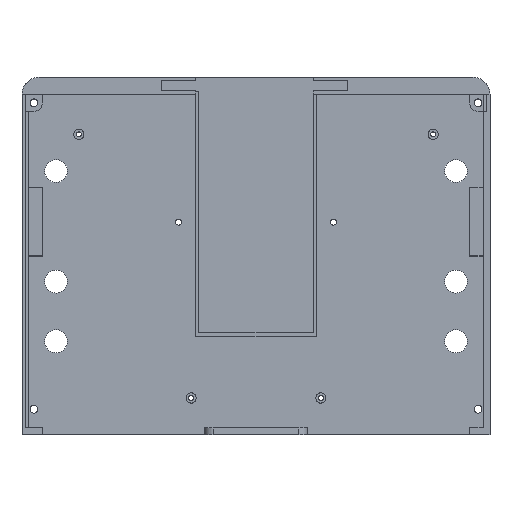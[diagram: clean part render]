
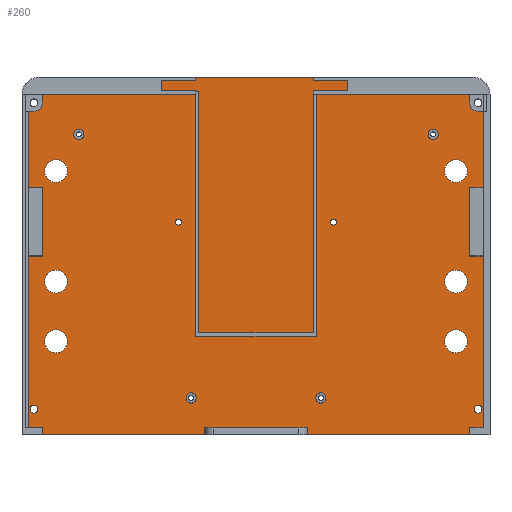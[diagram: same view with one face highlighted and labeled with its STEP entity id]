
A CAD part, top view. The second image highlights one B-rep face of the part: STEP entity #260.
In plain terms, the highlighted planar face has unit normal (0, 0, 1).
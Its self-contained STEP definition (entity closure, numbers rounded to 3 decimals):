
#260=ADVANCED_FACE('',(#897,#898,#899,#900,#901,#902,#903,#904,#905,#906,
#907,#908,#909,#910,#911,#912,#913),#396,.T.);
#396=PLANE('',#2636);
#491=LINE('',#3589,#694);
#493=LINE('',#3593,#696);
#496=LINE('',#3599,#699);
#499=LINE('',#3605,#702);
#502=LINE('',#3643,#705);
#503=LINE('',#3648,#706);
#504=LINE('',#3652,#707);
#505=LINE('',#3654,#708);
#506=LINE('',#3655,#709);
#507=LINE('',#3658,#710);
#508=LINE('',#3660,#711);
#509=LINE('',#3662,#712);
#694=VECTOR('',#2895,1.);
#696=VECTOR('',#2899,1.);
#699=VECTOR('',#2904,1.);
#702=VECTOR('',#2909,1.);
#705=VECTOR('',#2948,1.);
#706=VECTOR('',#2951,1.);
#707=VECTOR('',#2954,1.);
#708=VECTOR('',#2955,1.);
#709=VECTOR('',#2956,1.);
#710=VECTOR('',#2957,1.);
#711=VECTOR('',#2958,1.);
#712=VECTOR('',#2959,1.);
#897=FACE_BOUND('',#1091,.T.);
#898=FACE_BOUND('',#1092,.T.);
#899=FACE_BOUND('',#1093,.T.);
#900=FACE_BOUND('',#1094,.T.);
#901=FACE_BOUND('',#1095,.T.);
#902=FACE_BOUND('',#1096,.T.);
#903=FACE_BOUND('',#1097,.T.);
#904=FACE_BOUND('',#1098,.T.);
#905=FACE_BOUND('',#1099,.T.);
#906=FACE_BOUND('',#1100,.T.);
#907=FACE_BOUND('',#1101,.T.);
#908=FACE_BOUND('',#1102,.T.);
#909=FACE_BOUND('',#1103,.T.);
#910=FACE_BOUND('',#1104,.T.);
#911=FACE_BOUND('',#1105,.T.);
#912=FACE_BOUND('',#1106,.T.);
#913=FACE_BOUND('',#1107,.T.);
#1091=EDGE_LOOP('',(#1395));
#1092=EDGE_LOOP('',(#1396));
#1093=EDGE_LOOP('',(#1397));
#1094=EDGE_LOOP('',(#1398));
#1095=EDGE_LOOP('',(#1399));
#1096=EDGE_LOOP('',(#1400));
#1097=EDGE_LOOP('',(#1401));
#1098=EDGE_LOOP('',(#1402));
#1099=EDGE_LOOP('',(#1403));
#1100=EDGE_LOOP('',(#1404));
#1101=EDGE_LOOP('',(#1405));
#1102=EDGE_LOOP('',(#1406));
#1103=EDGE_LOOP('',(#1407));
#1104=EDGE_LOOP('',(#1408));
#1105=EDGE_LOOP('',(#1409,#1410,#1411,#1412,#1413,#1414));
#1106=EDGE_LOOP('',(#1415,#1416,#1417,#1418,#1419));
#1107=EDGE_LOOP('',(#1420,#1421,#1422,#1423,#1424));
#1395=ORIENTED_EDGE('',*,*,#2215,.T.);
#1396=ORIENTED_EDGE('',*,*,#2216,.T.);
#1397=ORIENTED_EDGE('',*,*,#2217,.T.);
#1398=ORIENTED_EDGE('',*,*,#2218,.T.);
#1399=ORIENTED_EDGE('',*,*,#2219,.T.);
#1400=ORIENTED_EDGE('',*,*,#2220,.T.);
#1401=ORIENTED_EDGE('',*,*,#2221,.T.);
#1402=ORIENTED_EDGE('',*,*,#2222,.F.);
#1403=ORIENTED_EDGE('',*,*,#2223,.T.);
#1404=ORIENTED_EDGE('',*,*,#2224,.F.);
#1405=ORIENTED_EDGE('',*,*,#2225,.F.);
#1406=ORIENTED_EDGE('',*,*,#2226,.F.);
#1407=ORIENTED_EDGE('',*,*,#2227,.T.);
#1408=ORIENTED_EDGE('',*,*,#2228,.T.);
#1409=ORIENTED_EDGE('',*,*,#2229,.T.);
#1410=ORIENTED_EDGE('',*,*,#2230,.T.);
#1411=ORIENTED_EDGE('',*,*,#2231,.T.);
#1412=ORIENTED_EDGE('',*,*,#2232,.T.);
#1413=ORIENTED_EDGE('',*,*,#2233,.T.);
#1414=ORIENTED_EDGE('',*,*,#2234,.T.);
#1415=ORIENTED_EDGE('',*,*,#2235,.F.);
#1416=ORIENTED_EDGE('',*,*,#2236,.F.);
#1417=ORIENTED_EDGE('',*,*,#2237,.F.);
#1418=ORIENTED_EDGE('',*,*,#2238,.F.);
#1419=ORIENTED_EDGE('',*,*,#2239,.T.);
#1420=ORIENTED_EDGE('',*,*,#2202,.F.);
#1421=ORIENTED_EDGE('',*,*,#2240,.T.);
#1422=ORIENTED_EDGE('',*,*,#2210,.F.);
#1423=ORIENTED_EDGE('',*,*,#2207,.F.);
#1424=ORIENTED_EDGE('',*,*,#2204,.F.);
#1963=VERTEX_POINT('',#3588);
#1964=VERTEX_POINT('',#3590);
#1965=VERTEX_POINT('',#3594);
#1967=VERTEX_POINT('',#3600);
#1969=VERTEX_POINT('',#3606);
#1972=VERTEX_POINT('',#3616);
#1973=VERTEX_POINT('',#3618);
#1974=VERTEX_POINT('',#3620);
#1975=VERTEX_POINT('',#3622);
#1976=VERTEX_POINT('',#3624);
#1977=VERTEX_POINT('',#3626);
#1978=VERTEX_POINT('',#3628);
#1979=VERTEX_POINT('',#3630);
#1980=VERTEX_POINT('',#3632);
#1981=VERTEX_POINT('',#3634);
#1982=VERTEX_POINT('',#3636);
#1983=VERTEX_POINT('',#3638);
#1984=VERTEX_POINT('',#3640);
#1985=VERTEX_POINT('',#3642);
#1986=VERTEX_POINT('',#3644);
#1987=VERTEX_POINT('',#3645);
#1988=VERTEX_POINT('',#3647);
#1989=VERTEX_POINT('',#3649);
#1990=VERTEX_POINT('',#3651);
#1991=VERTEX_POINT('',#3653);
#1992=VERTEX_POINT('',#3656);
#1993=VERTEX_POINT('',#3657);
#1994=VERTEX_POINT('',#3659);
#1995=VERTEX_POINT('',#3661);
#1996=VERTEX_POINT('',#3663);
#2202=EDGE_CURVE('',#1963,#1964,#491,.T.);
#2204=EDGE_CURVE('',#1964,#1965,#493,.T.);
#2207=EDGE_CURVE('',#1965,#1967,#496,.T.);
#2210=EDGE_CURVE('',#1967,#1969,#499,.T.);
#2215=EDGE_CURVE('',#1972,#1972,#2497,.T.);
#2216=EDGE_CURVE('',#1973,#1973,#2498,.T.);
#2217=EDGE_CURVE('',#1974,#1974,#2499,.T.);
#2218=EDGE_CURVE('',#1975,#1975,#2500,.T.);
#2219=EDGE_CURVE('',#1976,#1976,#2501,.T.);
#2220=EDGE_CURVE('',#1977,#1977,#2502,.T.);
#2221=EDGE_CURVE('',#1978,#1978,#2503,.T.);
#2222=EDGE_CURVE('',#1979,#1979,#2504,.T.);
#2223=EDGE_CURVE('',#1980,#1980,#2505,.T.);
#2224=EDGE_CURVE('',#1981,#1981,#2506,.T.);
#2225=EDGE_CURVE('',#1982,#1982,#2507,.T.);
#2226=EDGE_CURVE('',#1983,#1983,#2508,.T.);
#2227=EDGE_CURVE('',#1984,#1984,#2509,.T.);
#2228=EDGE_CURVE('',#1985,#1985,#2510,.T.);
#2229=EDGE_CURVE('',#1986,#1987,#502,.T.);
#2230=EDGE_CURVE('',#1987,#1988,#2511,.T.);
#2231=EDGE_CURVE('',#1988,#1989,#503,.T.);
#2232=EDGE_CURVE('',#1989,#1990,#2512,.T.);
#2233=EDGE_CURVE('',#1990,#1991,#504,.T.);
#2234=EDGE_CURVE('',#1991,#1986,#505,.T.);
#2235=EDGE_CURVE('',#1992,#1993,#506,.T.);
#2236=EDGE_CURVE('',#1994,#1992,#507,.T.);
#2237=EDGE_CURVE('',#1995,#1994,#508,.T.);
#2238=EDGE_CURVE('',#1996,#1995,#509,.T.);
#2239=EDGE_CURVE('',#1996,#1993,#2513,.T.);
#2240=EDGE_CURVE('',#1963,#1969,#2514,.T.);
#2497=CIRCLE('',#2618,6.75);
#2498=CIRCLE('',#2619,6.75);
#2499=CIRCLE('',#2620,6.75);
#2500=CIRCLE('',#2621,6.75);
#2501=CIRCLE('',#2622,6.75);
#2502=CIRCLE('',#2623,6.75);
#2503=CIRCLE('',#2624,1.5);
#2504=CIRCLE('',#2625,1.5);
#2505=CIRCLE('',#2626,1.5);
#2506=CIRCLE('',#2627,1.5);
#2507=CIRCLE('',#2628,2.25);
#2508=CIRCLE('',#2629,2.25);
#2509=CIRCLE('',#2630,1.75);
#2510=CIRCLE('',#2631,1.75);
#2511=CIRCLE('',#2632,10.);
#2512=CIRCLE('',#2633,10.);
#2513=CIRCLE('',#2634,5.);
#2514=CIRCLE('',#2635,5.);
#2618=AXIS2_PLACEMENT_3D('',#3615,#2920,#2921);
#2619=AXIS2_PLACEMENT_3D('',#3617,#2922,#2923);
#2620=AXIS2_PLACEMENT_3D('',#3619,#2924,#2925);
#2621=AXIS2_PLACEMENT_3D('',#3621,#2926,#2927);
#2622=AXIS2_PLACEMENT_3D('',#3623,#2928,#2929);
#2623=AXIS2_PLACEMENT_3D('',#3625,#2930,#2931);
#2624=AXIS2_PLACEMENT_3D('',#3627,#2932,#2933);
#2625=AXIS2_PLACEMENT_3D('',#3629,#2934,#2935);
#2626=AXIS2_PLACEMENT_3D('',#3631,#2936,#2937);
#2627=AXIS2_PLACEMENT_3D('',#3633,#2938,#2939);
#2628=AXIS2_PLACEMENT_3D('',#3635,#2940,#2941);
#2629=AXIS2_PLACEMENT_3D('',#3637,#2942,#2943);
#2630=AXIS2_PLACEMENT_3D('',#3639,#2944,#2945);
#2631=AXIS2_PLACEMENT_3D('',#3641,#2946,#2947);
#2632=AXIS2_PLACEMENT_3D('',#3646,#2949,#2950);
#2633=AXIS2_PLACEMENT_3D('',#3650,#2952,#2953);
#2634=AXIS2_PLACEMENT_3D('',#3664,#2960,#2961);
#2635=AXIS2_PLACEMENT_3D('',#3665,#2962,#2963);
#2636=AXIS2_PLACEMENT_3D('',#3666,#2964,#2965);
#2895=DIRECTION('',(0.,1.,0.));
#2899=DIRECTION('',(-1.,0.,0.));
#2904=DIRECTION('',(0.,-1.,0.));
#2909=DIRECTION('',(1.,0.,0.));
#2920=DIRECTION('',(0.,0.,-1.));
#2921=DIRECTION('',(-1.,0.,0.));
#2922=DIRECTION('',(0.,0.,-1.));
#2923=DIRECTION('',(-1.,0.,0.));
#2924=DIRECTION('',(0.,0.,-1.));
#2925=DIRECTION('',(-1.,0.,0.));
#2926=DIRECTION('',(0.,0.,-1.));
#2927=DIRECTION('',(-1.,0.,0.));
#2928=DIRECTION('',(0.,0.,-1.));
#2929=DIRECTION('',(-1.,0.,0.));
#2930=DIRECTION('',(0.,0.,-1.));
#2931=DIRECTION('',(-1.,0.,0.));
#2932=DIRECTION('',(0.,0.,-1.));
#2933=DIRECTION('',(1.,0.,0.));
#2934=DIRECTION('',(0.,0.,1.));
#2935=DIRECTION('',(1.,0.,0.));
#2936=DIRECTION('',(0.,0.,-1.));
#2937=DIRECTION('',(1.,0.,0.));
#2938=DIRECTION('',(0.,0.,1.));
#2939=DIRECTION('',(1.,0.,0.));
#2940=DIRECTION('',(0.,0.,1.));
#2941=DIRECTION('',(1.,0.,0.));
#2942=DIRECTION('',(0.,0.,1.));
#2943=DIRECTION('',(1.,0.,0.));
#2944=DIRECTION('',(0.,0.,-1.));
#2945=DIRECTION('',(-1.,0.,0.));
#2946=DIRECTION('',(0.,0.,-1.));
#2947=DIRECTION('',(-1.,0.,0.));
#2948=DIRECTION('',(0.,1.,0.));
#2949=DIRECTION('',(0.,0.,1.));
#2950=DIRECTION('',(1.,0.,0.));
#2951=DIRECTION('',(-1.,0.,0.));
#2952=DIRECTION('',(0.,0.,1.));
#2953=DIRECTION('',(1.,0.,0.));
#2954=DIRECTION('',(0.,-1.,0.));
#2955=DIRECTION('',(1.,0.,0.));
#2956=DIRECTION('',(0.,-1.,0.));
#2957=DIRECTION('',(-1.,0.,0.));
#2958=DIRECTION('',(0.,1.,0.));
#2959=DIRECTION('',(1.,0.,0.));
#2960=DIRECTION('',(0.,0.,-1.));
#2961=DIRECTION('',(1.,0.,0.));
#2962=DIRECTION('',(0.,0.,-1.));
#2963=DIRECTION('',(1.,0.,0.));
#2964=DIRECTION('',(0.,0.,1.));
#2965=DIRECTION('',(1.,0.,0.));
#3588=CARTESIAN_POINT('',(12.,295.,0.));
#3589=CARTESIAN_POINT('',(12.,290.,0.));
#3590=CARTESIAN_POINT('',(12.,300.,0.));
#3593=CARTESIAN_POINT('',(12.,300.,0.));
#3594=CARTESIAN_POINT('',(2.,300.,0.));
#3599=CARTESIAN_POINT('',(2.,300.,0.));
#3600=CARTESIAN_POINT('',(2.,290.,0.));
#3605=CARTESIAN_POINT('',(2.,290.,0.));
#3606=CARTESIAN_POINT('',(7.,290.,0.));
#3615=CARTESIAN_POINT('',(255.,255.,0.));
#3616=CARTESIAN_POINT('',(248.25,255.,0.));
#3617=CARTESIAN_POINT('',(255.,190.,0.));
#3618=CARTESIAN_POINT('',(248.25,190.,0.));
#3619=CARTESIAN_POINT('',(255.,155.,0.));
#3620=CARTESIAN_POINT('',(248.25,155.,0.));
#3621=CARTESIAN_POINT('',(20.,155.,0.));
#3622=CARTESIAN_POINT('',(13.25,155.,0.));
#3623=CARTESIAN_POINT('',(20.,255.,0.));
#3624=CARTESIAN_POINT('',(13.25,255.,0.));
#3625=CARTESIAN_POINT('',(20.,190.,0.));
#3626=CARTESIAN_POINT('',(13.25,190.,0.));
#3627=CARTESIAN_POINT('',(33.42,276.5,0.));
#3628=CARTESIAN_POINT('',(34.92,276.5,0.));
#3629=CARTESIAN_POINT('',(241.58,276.5,0.));
#3630=CARTESIAN_POINT('',(243.08,276.5,0.));
#3631=CARTESIAN_POINT('',(175.6,121.64,0.));
#3632=CARTESIAN_POINT('',(177.1,121.64,0.));
#3633=CARTESIAN_POINT('',(99.4,121.64,0.));
#3634=CARTESIAN_POINT('',(100.9,121.64,0.));
#3635=CARTESIAN_POINT('',(268.,115.,0.));
#3636=CARTESIAN_POINT('',(270.25,115.,0.));
#3637=CARTESIAN_POINT('',(7.,115.,0.));
#3638=CARTESIAN_POINT('',(9.25,115.,0.));
#3639=CARTESIAN_POINT('',(183.,225.,0.));
#3640=CARTESIAN_POINT('',(181.25,225.,0.));
#3641=CARTESIAN_POINT('',(92.,225.,0.));
#3642=CARTESIAN_POINT('',(90.25,225.,0.));
#3643=CARTESIAN_POINT('',(275.,100.,0.));
#3644=CARTESIAN_POINT('',(275.,100.,0.));
#3645=CARTESIAN_POINT('',(275.,300.,0.));
#3646=CARTESIAN_POINT('',(265.,300.,0.));
#3647=CARTESIAN_POINT('',(265.,310.,0.));
#3648=CARTESIAN_POINT('',(275.,310.,0.));
#3649=CARTESIAN_POINT('',(10.,310.,0.));
#3650=CARTESIAN_POINT('',(10.,300.,0.));
#3651=CARTESIAN_POINT('',(0.,300.,0.));
#3652=CARTESIAN_POINT('',(0.,310.,0.));
#3653=CARTESIAN_POINT('',(0.,100.,0.));
#3654=CARTESIAN_POINT('',(0.,100.,0.));
#3655=CARTESIAN_POINT('',(263.,300.,0.));
#3656=CARTESIAN_POINT('',(263.,300.,0.));
#3657=CARTESIAN_POINT('',(263.,295.,0.));
#3658=CARTESIAN_POINT('',(273.,300.,0.));
#3659=CARTESIAN_POINT('',(273.,300.,0.));
#3660=CARTESIAN_POINT('',(273.,290.,0.));
#3661=CARTESIAN_POINT('',(273.,290.,0.));
#3662=CARTESIAN_POINT('',(263.,290.,0.));
#3663=CARTESIAN_POINT('',(268.,290.,0.));
#3664=CARTESIAN_POINT('',(268.,295.,0.));
#3665=CARTESIAN_POINT('',(7.,295.,0.));
#3666=CARTESIAN_POINT('',(0.,0.,0.));
